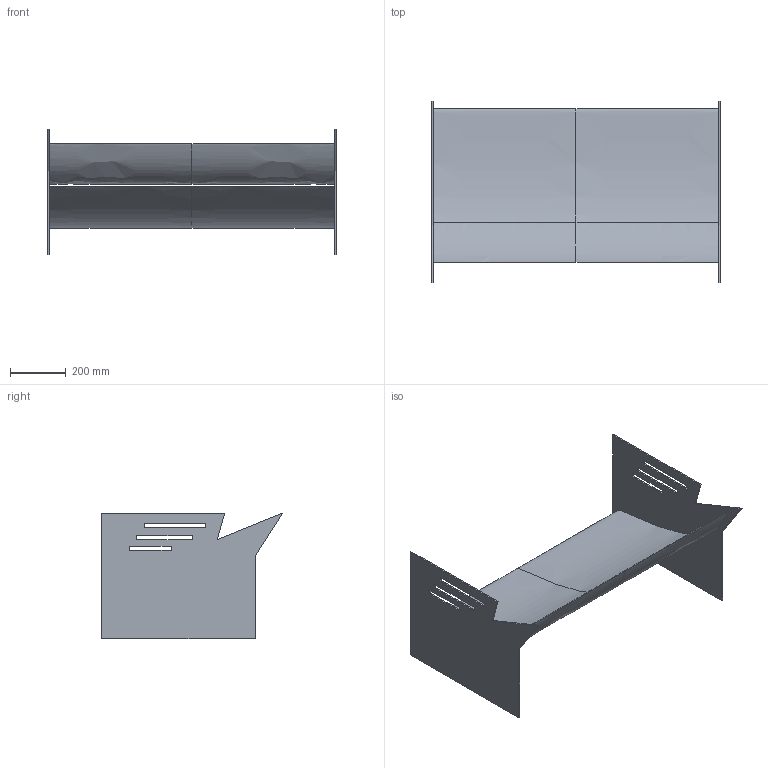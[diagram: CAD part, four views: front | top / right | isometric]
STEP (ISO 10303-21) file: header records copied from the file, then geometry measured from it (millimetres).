
FILE_DESCRIPTION(('CATIA V5 STEP Exchange'),'2;1');
FILE_NAME('rearwing.stp','2018-11-23T21:23:29+00:00',('none'),('none'),'CATIA Version 5 Release 17 (IN-10)','CATIA V5 STEP AP203','none');
FILE_SCHEMA(('CONFIG_CONTROL_DESIGN'));
Length unit declared in the file: millimetre
Products named in the file (3): rearwing; end; Symmetry of end
Assembly tree (8 placements, depth 3):
  rearwing
    #56
    #1897
    end
      #3708
    Symmetry of end
      #4447
    #5144
    #6949
Bounding box: 1029.98 x 646.88 x 450 mm (x, y, z)
Volume: 23113106.6 mm3; surface area: 2449090.2 mm2
Topology: 6 solids, 6 shells, 62 faces, 146 edges, 97 vertices
Faces by surface type: plane 54, bspline 8
Entity records: 8765 total; most frequent: CARTESIAN_POINT 7200, ORIENTED_EDGE 284, DIRECTION 258, EDGE_CURVE 142, VECTOR 118, LINE 118, VERTEX_POINT 92, EDGE_LOOP 74
